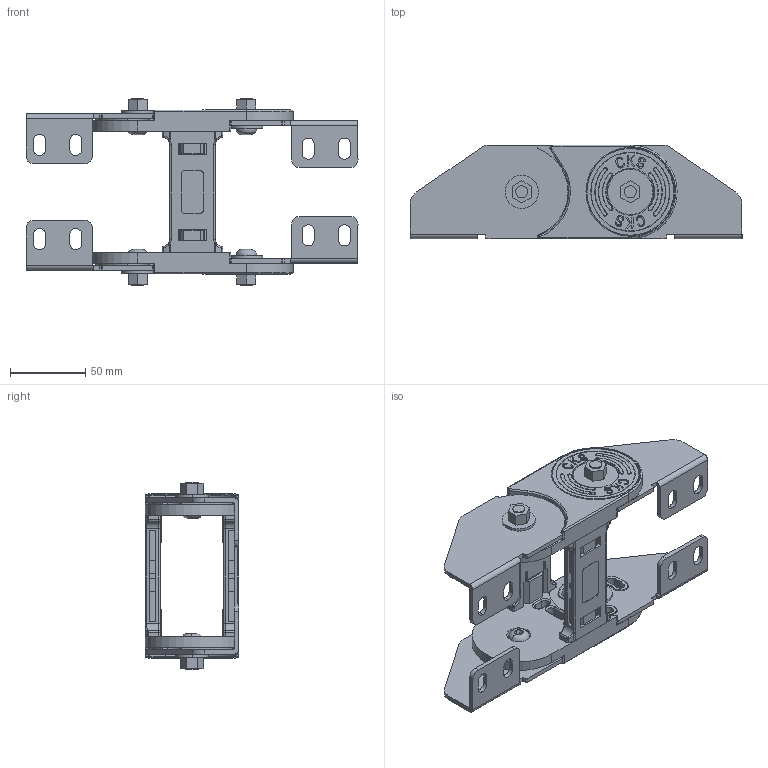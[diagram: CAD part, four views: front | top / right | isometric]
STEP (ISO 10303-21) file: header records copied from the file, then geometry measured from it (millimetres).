
FILE_DESCRIPTION (( 'STEP AP214' ), '1' );
FILE_NAME ('CK40-A080-METAL AYAK.STEP', '2019-09-18T14:19:09', ( '' ), ( '' ), 'SwSTEP 2.0', 'SolidWorks 2017', '' );
FILE_SCHEMA (( 'AUTOMOTIVE_DESIGN' ));
Length unit declared in the file: millimetre
Products named in the file (1): CK40-A080-METAL AYAK
Bounding box: 220 x 62 x 124.5 mm (x, y, z)
Volume: 225436.5 mm3; surface area: 146285.3 mm2
Topology: 24 solids, 30 shells, 1358 faces, 3448 edges, 2224 vertices
Faces by surface type: plane 612, cylinder 514, torus 108, bspline 104, sphere 20
Entity records: 46911 total; most frequent: CARTESIAN_POINT 13347, DIRECTION 7044, ORIENTED_EDGE 6876, EDGE_CURVE 3438, AXIS2_PLACEMENT_3D 2565, VERTEX_POINT 2224, LINE 1914, VECTOR 1914
